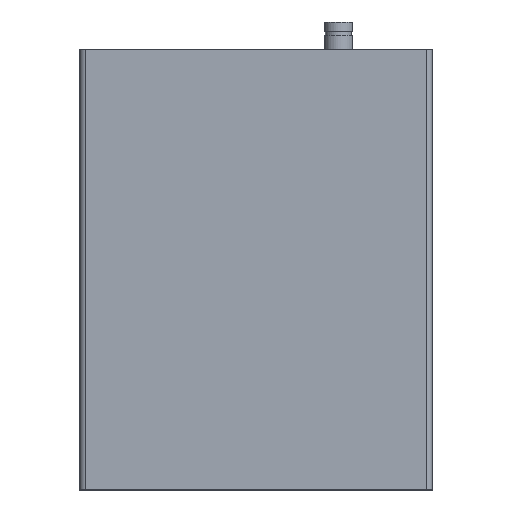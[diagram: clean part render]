
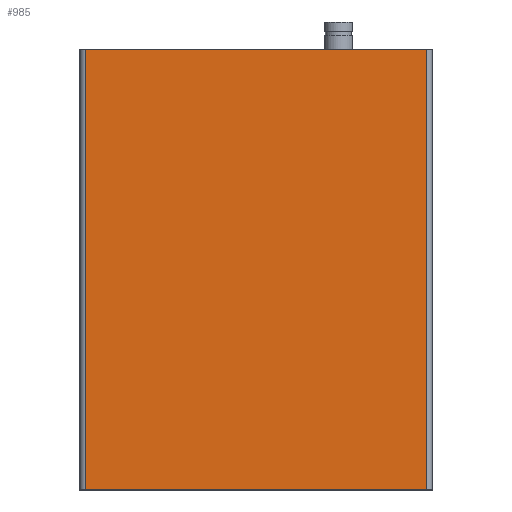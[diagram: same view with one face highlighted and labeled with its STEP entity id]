
A CAD part, top view. The second image highlights one B-rep face of the part: STEP entity #985.
In plain terms, the highlighted planar face has unit normal (0, 0, 1).
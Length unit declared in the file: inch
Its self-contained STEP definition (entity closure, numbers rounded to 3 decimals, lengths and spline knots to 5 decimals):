
#68=PLANE('',#1102);
#122=FACE_OUTER_BOUND('',#196,.T.);
#196=EDGE_LOOP('',(#889,#890,#891,#892));
#272=LINE('',#1679,#364);
#276=LINE('',#1692,#368);
#285=LINE('',#1710,#377);
#286=LINE('',#1712,#378);
#364=VECTOR('',#1342,0.3937);
#368=VECTOR('',#1352,0.3937);
#377=VECTOR('',#1369,0.3937);
#378=VECTOR('',#1372,0.3937);
#502=VERTEX_POINT('',#1676);
#503=VERTEX_POINT('',#1678);
#508=VERTEX_POINT('',#1689);
#509=VERTEX_POINT('',#1691);
#626=EDGE_CURVE('',#503,#502,#272,.T.);
#632=EDGE_CURVE('',#508,#509,#276,.T.);
#642=EDGE_CURVE('',#503,#508,#285,.T.);
#643=EDGE_CURVE('',#502,#509,#286,.T.);
#889=ORIENTED_EDGE('',*,*,#626,.T.);
#890=ORIENTED_EDGE('',*,*,#643,.T.);
#891=ORIENTED_EDGE('',*,*,#632,.F.);
#892=ORIENTED_EDGE('',*,*,#642,.F.);
#985=ADVANCED_FACE('',(#122),#68,.T.);
#1102=AXIS2_PLACEMENT_3D('',#1711,#1370,#1371);
#1342=DIRECTION('',(-1.,0.,0.));
#1352=DIRECTION('',(-1.,0.,0.));
#1369=DIRECTION('',(0.,-1.,0.));
#1370=DIRECTION('center_axis',(0.,0.,1.));
#1371=DIRECTION('ref_axis',(-1.,0.,0.));
#1372=DIRECTION('',(0.,-1.,0.));
#1676=CARTESIAN_POINT('',(0.375,30.,9.13));
#1678=CARTESIAN_POINT('',(23.625,30.,9.13));
#1679=CARTESIAN_POINT('',(23.625,30.,9.13));
#1689=CARTESIAN_POINT('',(23.625,0.,9.13));
#1691=CARTESIAN_POINT('',(0.375,0.,9.13));
#1692=CARTESIAN_POINT('',(23.625,0.,9.13));
#1710=CARTESIAN_POINT('',(23.625,30.,9.13));
#1711=CARTESIAN_POINT('Origin',(23.625,30.,9.13));
#1712=CARTESIAN_POINT('',(0.375,30.,9.13));
